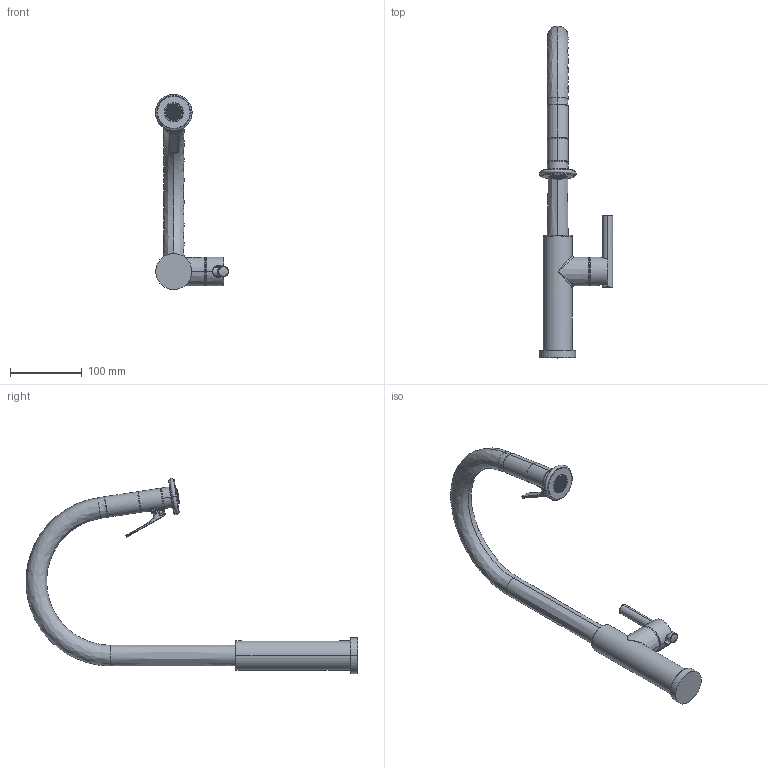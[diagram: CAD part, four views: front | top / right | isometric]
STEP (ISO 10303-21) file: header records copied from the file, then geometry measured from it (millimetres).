
FILE_DESCRIPTION((''),'2;1');
FILE_NAME('1500-5143_','2024-12-05T21:43:33',('nehatek'),(''),'CREO PARAMETRIC BY PTC INC, 2023134','CREO PARAMETRIC BY PTC INC, 2023134','');
FILE_SCHEMA(('CONFIG_CONTROL_DESIGN'));
Length unit declared in the file: inch
Products named in the file (1): 1500-5143_
Bounding box: 102.29 x 463.43 x 272.48 mm (x, y, z)
Volume: 708510.8 mm3; surface area: 101476.8 mm2
Topology: 1 solids, 1 shells, 1320 faces, 3572 edges, 2281 vertices
Faces by surface type: plane 829, cylinder 262, torus 98, bspline 71, cone 46, sphere 14
Entity records: 48169 total; most frequent: CARTESIAN_POINT 14469, ORIENTED_EDGE 7136, DIRECTION 6697, EDGE_CURVE 3568, VECTOR 2573, LINE 2573, VERTEX_POINT 2281, AXIS2_PLACEMENT_3D 2062
